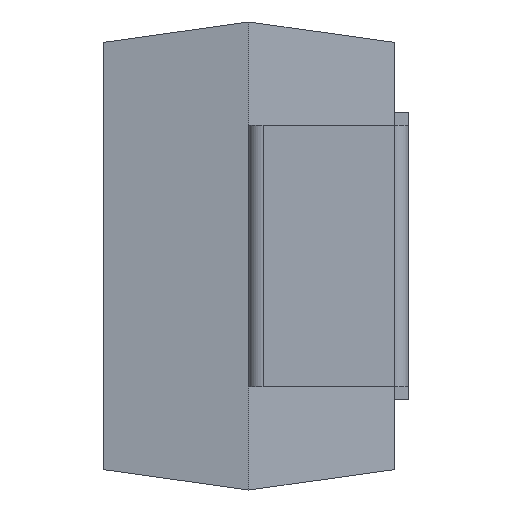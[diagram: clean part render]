
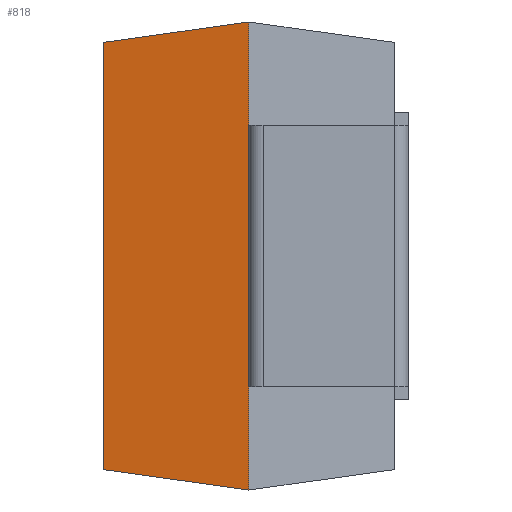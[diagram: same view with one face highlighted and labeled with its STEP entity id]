
A CAD part, left-side view. The second image highlights one B-rep face of the part: STEP entity #818.
In plain terms, the highlighted planar face has unit normal (-0.99, 0.139, 0).
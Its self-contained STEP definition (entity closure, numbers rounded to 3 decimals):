
#12 = PLANE ( 'NONE',  #842 ) ;
#18 = ORIENTED_EDGE ( 'NONE', *, *, #742, .F. ) ;
#32 = CARTESIAN_POINT ( 'NONE',  ( -3.386, 0.952, 2.016 ) ) ;
#75 = VERTEX_POINT ( 'NONE', #448 ) ;
#86 = LINE ( 'NONE', #32, #577 ) ;
#107 = VERTEX_POINT ( 'NONE', #1082 ) ;
#126 = LINE ( 'NONE', #817, #1118 ) ;
#128 = EDGE_CURVE ( 'NONE', #926, #107, #86, .T. ) ;
#159 = CARTESIAN_POINT ( 'NONE',  ( -3.332, 1.335, -1.962 ) ) ;
#174 = CARTESIAN_POINT ( 'NONE',  ( -3.52, 0., 2.15 ) ) ;
#203 = ORIENTED_EDGE ( 'NONE', *, *, #948, .T. ) ;
#218 = EDGE_LOOP ( 'NONE', ( #380, #382, #18, #203 ) ) ;
#234 = EDGE_CURVE ( 'NONE', #75, #107, #348, .T. ) ;
#282 = DIRECTION ( 'NONE',  ( 0., 0., 1. ) ) ;
#300 = DIRECTION ( 'NONE',  ( 0., 0., 1. ) ) ;
#331 = DIRECTION ( 'NONE',  ( -0.138, -0.981, -0.138 ) ) ;
#334 = DIRECTION ( 'NONE',  ( -0.138, -0.981, 0.138 ) ) ;
#348 = LINE ( 'NONE', #633, #377 ) ;
#377 = VECTOR ( 'NONE', #282, 1000. ) ;
#380 = ORIENTED_EDGE ( 'NONE', *, *, #234, .T. ) ;
#382 = ORIENTED_EDGE ( 'NONE', *, *, #128, .F. ) ;
#448 = CARTESIAN_POINT ( 'NONE',  ( -3.52, 0., -2.15 ) ) ;
#546 = DIRECTION ( 'NONE',  ( -0.139, -0.99, 0. ) ) ;
#577 = VECTOR ( 'NONE', #334, 1000. ) ;
#583 = FACE_OUTER_BOUND ( 'NONE', #218, .T. ) ;
#626 = VECTOR ( 'NONE', #331, 1000. ) ;
#633 = CARTESIAN_POINT ( 'NONE',  ( -3.52, 0., 2.15 ) ) ;
#742 = EDGE_CURVE ( 'NONE', #877, #926, #126, .T. ) ;
#769 = CARTESIAN_POINT ( 'NONE',  ( -3.438, 0.581, -2.068 ) ) ;
#817 = CARTESIAN_POINT ( 'NONE',  ( -3.332, 1.335, 2.15 ) ) ;
#818 = ADVANCED_FACE ( 'NONE', ( #583 ), #12, .T. ) ;
#842 = AXIS2_PLACEMENT_3D ( 'NONE', #174, #879, #546 ) ;
#877 = VERTEX_POINT ( 'NONE', #159 ) ;
#879 = DIRECTION ( 'NONE',  ( -0.99, 0.139, 0. ) ) ;
#926 = VERTEX_POINT ( 'NONE', #936 ) ;
#936 = CARTESIAN_POINT ( 'NONE',  ( -3.332, 1.335, 1.962 ) ) ;
#948 = EDGE_CURVE ( 'NONE', #877, #75, #1074, .T. ) ;
#1074 = LINE ( 'NONE', #769, #626 ) ;
#1082 = CARTESIAN_POINT ( 'NONE',  ( -3.52, 0., 2.15 ) ) ;
#1118 = VECTOR ( 'NONE', #300, 1000. ) ;
